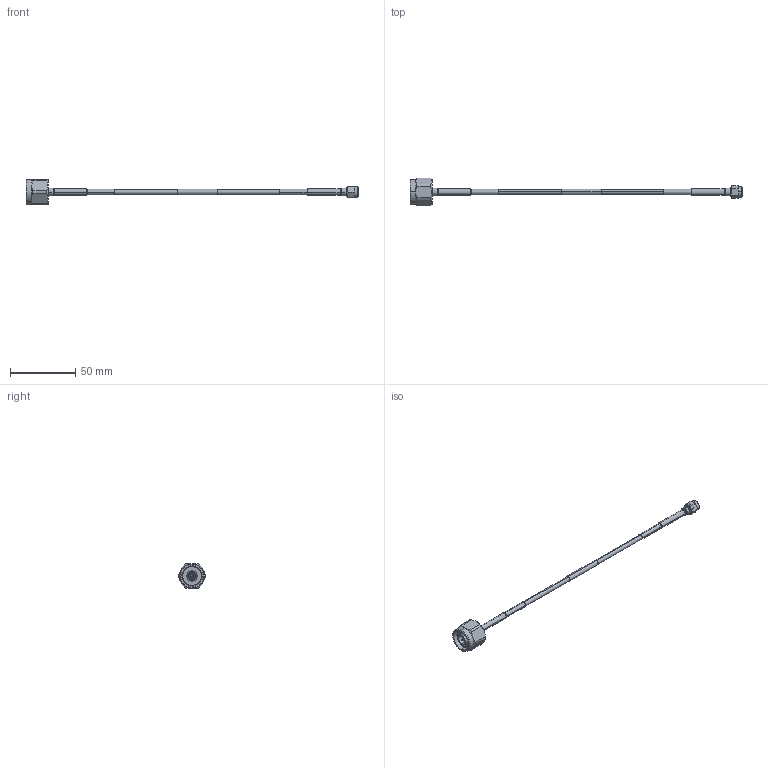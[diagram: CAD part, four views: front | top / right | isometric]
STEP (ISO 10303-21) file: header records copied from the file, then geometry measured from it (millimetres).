
FILE_DESCRIPTION (( 'STEP AP214' ), '1' );
FILE_NAME ('FMC0102951_3D.step', '2025-07-18T23:51:29', ( '' ), ( '' ), 'SwSTEP 2.0', 'SolidWorks 2022', '' );
FILE_SCHEMA (( 'AUTOMOTIVE_DESIGN' ));
Length unit declared in the file: inch
Products named in the file (8): Coax Cable^FMC0102951_WITH LABEL; FMC0102951_3D; Copy of PE45427 BODY^N Male_FMC0102951; Copy of Insulation^N Male_FMC0102951; Heat Shrink^FMC0102951_Config 1; SMA Male^FMC0102951; Copy of PE45427 Contact^N Male_FMC0102951; N Male^FMC0102951
Assembly tree (8 placements, depth 3):
  FMC0102951_3D
    Coax Cable^FMC0102951_WITH LABEL
    N Male^FMC0102951
      Copy of PE45427 BODY^N Male_FMC0102951
      Copy of PE45427 Contact^N Male_FMC0102951
      Copy of Insulation^N Male_FMC0102951
    SMA Male^FMC0102951
    Heat Shrink^FMC0102951_Config 1  x2
Bounding box: 254.31 x 20.89 x 19 mm (x, y, z)
Volume: 6440.2 mm3; surface area: 9559.4 mm2
Topology: 10 solids, 11 shells, 312 faces, 688 edges, 415 vertices
Faces by surface type: cylinder 152, plane 59, cone 56, torus 40, bspline 5
Entity records: 13281 total; most frequent: CARTESIAN_POINT 6739, DIRECTION 1349, ORIENTED_EDGE 1224, EDGE_CURVE 612, AXIS2_PLACEMENT_3D 576, VERTEX_POINT 377, EDGE_LOOP 317, CIRCLE 293
